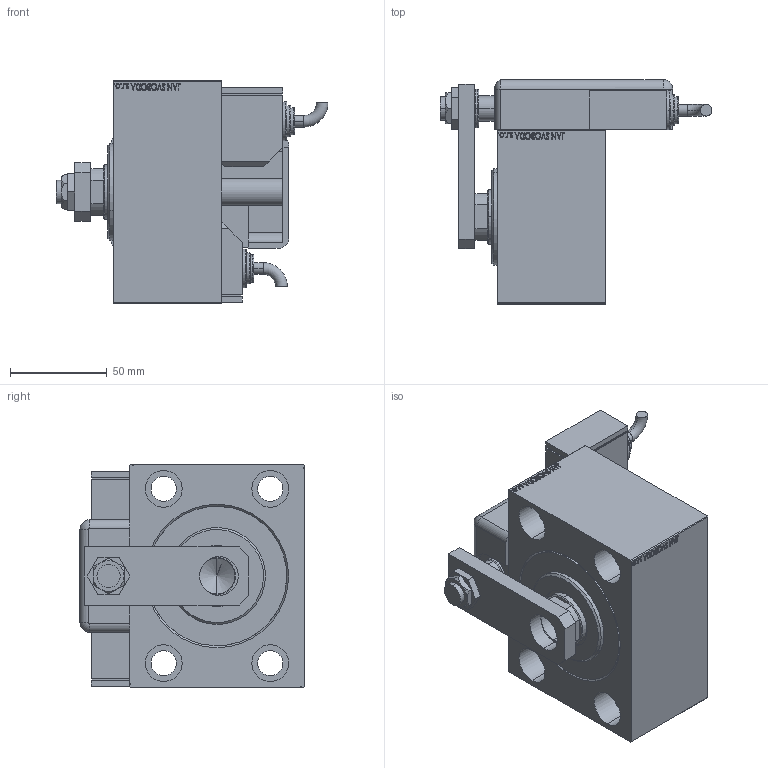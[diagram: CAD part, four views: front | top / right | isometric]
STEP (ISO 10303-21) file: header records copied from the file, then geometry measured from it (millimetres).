
FILE_DESCRIPTION (( 'STEP AP203' ), '1' );
FILE_NAME ('7a75.STEP', '2021-11-02T00:30:42', ( '' ), ( '' ), 'SwSTEP 2.0', 'SolidWorks 2019', '' );
FILE_SCHEMA (( 'CONFIG_CONTROL_DESIGN' ));
Length unit declared in the file: millimetre
Products named in the file (13): V450CM_C_VCP 6315c650dbc2137c335d33796427ca5e; SWITCH DIM A_G 6315c650dbc2137c335d33796427ca5e; SWITCH_Q_FRONT_BACK 6315c650dbc2137c335d33796427ca5e; MAGNETIC SWITCH Q 6315c650dbc2137c335d33796427ca5e; V450CM_VC_B 6315c650dbc2137c335d33796427ca5e; V450CM_C 6315c650dbc2137c335d33796427ca5e; SWITCH Q 6315c650dbc2137c335d33796427ca5e; KRYT 6315c650dbc2137c335d33796427ca5e; ZARAZKA_Q 6315c650dbc2137c335d33796427ca5e; TYC 6315c650dbc2137c335d33796427ca5e; 7a75; NUT_D19 6315c650dbc2137c335d33796427ca5e; NUT_D13 6315c650dbc2137c335d33796427ca5e
Assembly tree (13 placements, depth 3):
  7a75
    V450CM_C 6315c650dbc2137c335d33796427ca5e
    V450CM_C_VCP 6315c650dbc2137c335d33796427ca5e
    V450CM_VC_B 6315c650dbc2137c335d33796427ca5e
    MAGNETIC SWITCH Q 6315c650dbc2137c335d33796427ca5e
      SWITCH_Q_FRONT_BACK 6315c650dbc2137c335d33796427ca5e
      TYC 6315c650dbc2137c335d33796427ca5e
      ZARAZKA_Q 6315c650dbc2137c335d33796427ca5e
      SWITCH DIM A_G 6315c650dbc2137c335d33796427ca5e
      NUT_D19 6315c650dbc2137c335d33796427ca5e
      NUT_D13 6315c650dbc2137c335d33796427ca5e
      KRYT 6315c650dbc2137c335d33796427ca5e
      SWITCH Q 6315c650dbc2137c335d33796427ca5e  x2
Bounding box: 140.46 x 115.8 x 115 mm (x, y, z)
Volume: 650959.4 mm3; surface area: 145786.9 mm2
Topology: 13 solids, 13 shells, 1237 faces, 3139 edges, 2073 vertices
Faces by surface type: plane 613, bspline 471, cylinder 107, cone 22, torus 22, sphere 2
Entity records: 59390 total; most frequent: CARTESIAN_POINT 32035, ORIENTED_EDGE 6082, DIRECTION 3821, EDGE_CURVE 3041, VERTEX_POINT 2013, VECTOR 1819, LINE 1819, EDGE_LOOP 1366
